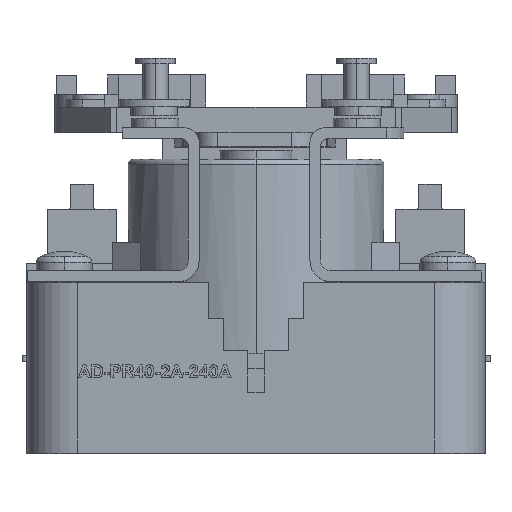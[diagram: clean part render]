
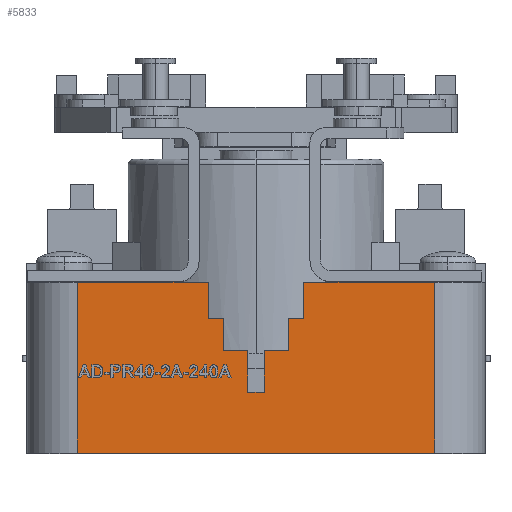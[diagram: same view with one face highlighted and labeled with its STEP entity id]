
A CAD part, top view. The second image highlights one B-rep face of the part: STEP entity #5833.
In plain terms, the highlighted planar face has unit normal (0, 0, 1).
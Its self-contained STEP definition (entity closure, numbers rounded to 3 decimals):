
#96 = CARTESIAN_POINT ( 'NONE',  ( 1.125, 8.45, 31.1 ) ) ;
#400 = DIRECTION ( 'NONE',  ( 1., 0., 0. ) ) ;
#616 = DIRECTION ( 'NONE',  ( -1., 0., 0. ) ) ;
#670 = LINE ( 'NONE', #25843, #4648 ) ;
#895 = LINE ( 'NONE', #13880, #29610 ) ;
#1086 = DIRECTION ( 'NONE',  ( 0., 0., -1. ) ) ;
#1583 = EDGE_CURVE ( 'NONE', #18027, #15953, #2029, .T. ) ;
#1724 = VECTOR ( 'NONE', #616, 1000. ) ;
#2029 = LINE ( 'NONE', #6380, #18340 ) ;
#2032 = LINE ( 'NONE', #96, #6015 ) ;
#2046 = VECTOR ( 'NONE', #2659, 1000. ) ;
#2129 = VERTEX_POINT ( 'NONE', #4488 ) ;
#2239 = DIRECTION ( 'NONE',  ( 0., -1., 0. ) ) ;
#2335 = EDGE_CURVE ( 'NONE', #6311, #6740, #8560, .T. ) ;
#2659 = DIRECTION ( 'NONE',  ( 0., 1., 0. ) ) ;
#2818 = VECTOR ( 'NONE', #6084, 1000. ) ;
#2875 = ORIENTED_EDGE ( 'NONE', *, *, #30841, .T. ) ;
#2917 = VERTEX_POINT ( 'NONE', #15534 ) ;
#4153 = CARTESIAN_POINT ( 'NONE',  ( -4.5, 14.2, 31.1 ) ) ;
#4253 = ORIENTED_EDGE ( 'NONE', *, *, #31096, .T. ) ;
#4488 = CARTESIAN_POINT ( 'NONE',  ( -4.5, 14.2, 31.1 ) ) ;
#4601 = VERTEX_POINT ( 'NONE', #19823 ) ;
#4648 = VECTOR ( 'NONE', #28437, 1000. ) ;
#5352 = VECTOR ( 'NONE', #27624, 1000. ) ;
#5363 = CARTESIAN_POINT ( 'NONE',  ( -1.125, 8.45, 31.1 ) ) ;
#5421 = CARTESIAN_POINT ( 'NONE',  ( 24.8, 0., 31.1 ) ) ;
#5742 = CARTESIAN_POINT ( 'NONE',  ( 24.8, 23.7, 31.1 ) ) ;
#5825 = CARTESIAN_POINT ( 'NONE',  ( 4.5, 14.2, 31.1 ) ) ;
#5833 = ADVANCED_FACE ( 'NONE', ( #20453 ), #7412, .F. ) ;
#6015 = VECTOR ( 'NONE', #19960, 1000. ) ;
#6084 = DIRECTION ( 'NONE',  ( -1., 0., 0. ) ) ;
#6127 = CARTESIAN_POINT ( 'NONE',  ( -24.8, 0., 31.1 ) ) ;
#6311 = VERTEX_POINT ( 'NONE', #30869 ) ;
#6328 = CARTESIAN_POINT ( 'NONE',  ( 24.8, 0., 31.1 ) ) ;
#6366 = EDGE_CURVE ( 'NONE', #10802, #35515, #23880, .T. ) ;
#6380 = CARTESIAN_POINT ( 'NONE',  ( 6.625, 18.7, 31.1 ) ) ;
#6430 = CARTESIAN_POINT ( 'NONE',  ( 6.625, 18.7, 31.1 ) ) ;
#6623 = ORIENTED_EDGE ( 'NONE', *, *, #36042, .T. ) ;
#6740 = VERTEX_POINT ( 'NONE', #27245 ) ;
#6910 = LINE ( 'NONE', #12136, #36437 ) ;
#7380 = LINE ( 'NONE', #5363, #2046 ) ;
#7412 = PLANE ( 'NONE',  #23994 ) ;
#7682 = LINE ( 'NONE', #27320, #16040 ) ;
#7715 = ORIENTED_EDGE ( 'NONE', *, *, #27668, .F. ) ;
#8499 = DIRECTION ( 'NONE',  ( 1., 0., 0. ) ) ;
#8560 = LINE ( 'NONE', #5825, #2818 ) ;
#9037 = LINE ( 'NONE', #6328, #11702 ) ;
#9325 = LINE ( 'NONE', #19353, #5352 ) ;
#9454 = ORIENTED_EDGE ( 'NONE', *, *, #31796, .T. ) ;
#9831 = VERTEX_POINT ( 'NONE', #15445 ) ;
#10168 = ORIENTED_EDGE ( 'NONE', *, *, #36390, .T. ) ;
#10770 = EDGE_LOOP ( 'NONE', ( #34766, #7715, #35649, #10168, #20988, #28953, #11294, #6623, #27629, #27735, #17891, #24529, #2875, #17522, #9454, #4253 ) ) ;
#10802 = VERTEX_POINT ( 'NONE', #12392 ) ;
#11086 = DIRECTION ( 'NONE',  ( -1., 0., 0. ) ) ;
#11294 = ORIENTED_EDGE ( 'NONE', *, *, #1583, .F. ) ;
#11702 = VECTOR ( 'NONE', #400, 1000. ) ;
#12136 = CARTESIAN_POINT ( 'NONE',  ( 6.625, 18.7, 31.1 ) ) ;
#12392 = CARTESIAN_POINT ( 'NONE',  ( -24.8, 23.7, 31.1 ) ) ;
#12432 = DIRECTION ( 'NONE',  ( 1., 0., 0. ) ) ;
#12991 = LINE ( 'NONE', #23651, #24042 ) ;
#13880 = CARTESIAN_POINT ( 'NONE',  ( 4.5, 14.2, 31.1 ) ) ;
#13892 = CARTESIAN_POINT ( 'NONE',  ( 24.8, 23.7, 31.1 ) ) ;
#14469 = VECTOR ( 'NONE', #24924, 1000. ) ;
#14577 = DIRECTION ( 'NONE',  ( -1., 0., 0. ) ) ;
#15445 = CARTESIAN_POINT ( 'NONE',  ( -6.625, 23.7, 31.1 ) ) ;
#15527 = VERTEX_POINT ( 'NONE', #35069 ) ;
#15534 = CARTESIAN_POINT ( 'NONE',  ( -6.625, 18.7, 31.1 ) ) ;
#15781 = CARTESIAN_POINT ( 'NONE',  ( 24.8, 11.8, 31.1 ) ) ;
#15953 = VERTEX_POINT ( 'NONE', #17162 ) ;
#16040 = VECTOR ( 'NONE', #18656, 1000. ) ;
#16050 = VERTEX_POINT ( 'NONE', #34426 ) ;
#16482 = LINE ( 'NONE', #4153, #24899 ) ;
#17162 = CARTESIAN_POINT ( 'NONE',  ( 6.625, 23.7, 31.1 ) ) ;
#17522 = ORIENTED_EDGE ( 'NONE', *, *, #20877, .T. ) ;
#17891 = ORIENTED_EDGE ( 'NONE', *, *, #33788, .F. ) ;
#18027 = VERTEX_POINT ( 'NONE', #31970 ) ;
#18318 = VERTEX_POINT ( 'NONE', #5421 ) ;
#18340 = VECTOR ( 'NONE', #26121, 1000. ) ;
#18388 = VECTOR ( 'NONE', #8499, 1000. ) ;
#18656 = DIRECTION ( 'NONE',  ( 0., 1., 0. ) ) ;
#18863 = DIRECTION ( 'NONE',  ( -1., 0., 0. ) ) ;
#18982 = CARTESIAN_POINT ( 'NONE',  ( 4.5, 14.2, 31.1 ) ) ;
#19033 = VECTOR ( 'NONE', #2239, 1000. ) ;
#19353 = CARTESIAN_POINT ( 'NONE',  ( 24.8, 11.8, 31.1 ) ) ;
#19823 = CARTESIAN_POINT ( 'NONE',  ( -4.5, 18.7, 31.1 ) ) ;
#19960 = DIRECTION ( 'NONE',  ( -1., 0., 0. ) ) ;
#20453 = FACE_OUTER_BOUND ( 'NONE', #10770, .T. ) ;
#20877 = EDGE_CURVE ( 'NONE', #30244, #2129, #895, .T. ) ;
#20988 = ORIENTED_EDGE ( 'NONE', *, *, #26061, .F. ) ;
#21976 = LINE ( 'NONE', #18982, #14469 ) ;
#22072 = CARTESIAN_POINT ( 'NONE',  ( -24.8, 11.8, 31.1 ) ) ;
#22361 = CARTESIAN_POINT ( 'NONE',  ( 1.125, 8.45, 31.1 ) ) ;
#23089 = EDGE_CURVE ( 'NONE', #15953, #33801, #12991, .T. ) ;
#23651 = CARTESIAN_POINT ( 'NONE',  ( 24.8, 23.7, 31.1 ) ) ;
#23880 = LINE ( 'NONE', #22072, #19033 ) ;
#23994 = AXIS2_PLACEMENT_3D ( 'NONE', #15781, #1086, #18863 ) ;
#24042 = VECTOR ( 'NONE', #12432, 1000. ) ;
#24529 = ORIENTED_EDGE ( 'NONE', *, *, #27781, .T. ) ;
#24899 = VECTOR ( 'NONE', #35231, 1000. ) ;
#24924 = DIRECTION ( 'NONE',  ( 0., 1., 0. ) ) ;
#25056 = CARTESIAN_POINT ( 'NONE',  ( -1.125, 14.2, 31.1 ) ) ;
#25843 = CARTESIAN_POINT ( 'NONE',  ( 1.125, 8.45, 31.1 ) ) ;
#26061 = EDGE_CURVE ( 'NONE', #33801, #18318, #9325, .T. ) ;
#26121 = DIRECTION ( 'NONE',  ( 0., 1., 0. ) ) ;
#27245 = CARTESIAN_POINT ( 'NONE',  ( 1.125, 14.2, 31.1 ) ) ;
#27320 = CARTESIAN_POINT ( 'NONE',  ( -6.625, 18.7, 31.1 ) ) ;
#27624 = DIRECTION ( 'NONE',  ( 0., -1., 0. ) ) ;
#27629 = ORIENTED_EDGE ( 'NONE', *, *, #32993, .F. ) ;
#27668 = EDGE_CURVE ( 'NONE', #10802, #9831, #32068, .T. ) ;
#27735 = ORIENTED_EDGE ( 'NONE', *, *, #2335, .T. ) ;
#27781 = EDGE_CURVE ( 'NONE', #32217, #15527, #2032, .T. ) ;
#28437 = DIRECTION ( 'NONE',  ( 0., 1., 0. ) ) ;
#28953 = ORIENTED_EDGE ( 'NONE', *, *, #23089, .F. ) ;
#29527 = LINE ( 'NONE', #6430, #1724 ) ;
#29610 = VECTOR ( 'NONE', #11086, 1000. ) ;
#30244 = VERTEX_POINT ( 'NONE', #25056 ) ;
#30841 = EDGE_CURVE ( 'NONE', #15527, #30244, #7380, .T. ) ;
#30869 = CARTESIAN_POINT ( 'NONE',  ( 4.5, 14.2, 31.1 ) ) ;
#31096 = EDGE_CURVE ( 'NONE', #4601, #2917, #6910, .T. ) ;
#31796 = EDGE_CURVE ( 'NONE', #2129, #4601, #16482, .T. ) ;
#31970 = CARTESIAN_POINT ( 'NONE',  ( 6.625, 18.7, 31.1 ) ) ;
#32068 = LINE ( 'NONE', #13892, #18388 ) ;
#32217 = VERTEX_POINT ( 'NONE', #22361 ) ;
#32993 = EDGE_CURVE ( 'NONE', #6311, #16050, #21976, .T. ) ;
#33788 = EDGE_CURVE ( 'NONE', #32217, #6740, #670, .T. ) ;
#33801 = VERTEX_POINT ( 'NONE', #5742 ) ;
#34295 = EDGE_CURVE ( 'NONE', #2917, #9831, #7682, .T. ) ;
#34426 = CARTESIAN_POINT ( 'NONE',  ( 4.5, 18.7, 31.1 ) ) ;
#34766 = ORIENTED_EDGE ( 'NONE', *, *, #34295, .T. ) ;
#35069 = CARTESIAN_POINT ( 'NONE',  ( -1.125, 8.45, 31.1 ) ) ;
#35231 = DIRECTION ( 'NONE',  ( 0., 1., 0. ) ) ;
#35515 = VERTEX_POINT ( 'NONE', #6127 ) ;
#35649 = ORIENTED_EDGE ( 'NONE', *, *, #6366, .T. ) ;
#36042 = EDGE_CURVE ( 'NONE', #18027, #16050, #29527, .T. ) ;
#36390 = EDGE_CURVE ( 'NONE', #35515, #18318, #9037, .T. ) ;
#36437 = VECTOR ( 'NONE', #14577, 1000. ) ;
